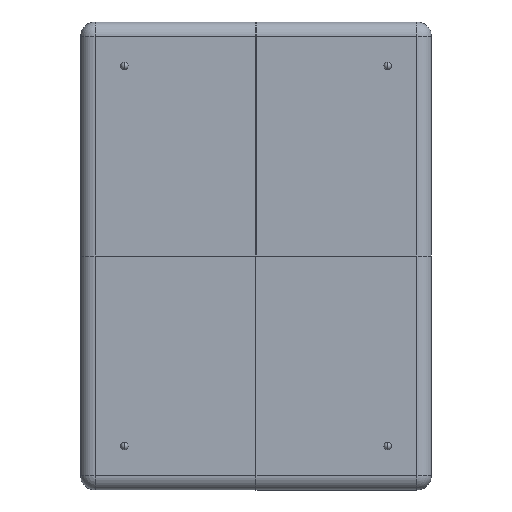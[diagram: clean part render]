
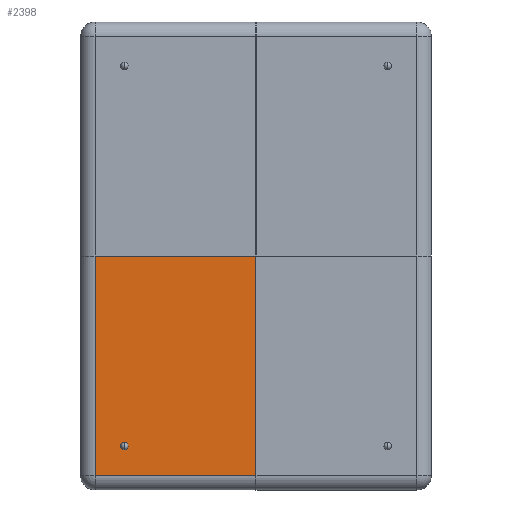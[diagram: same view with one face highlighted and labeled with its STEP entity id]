
A CAD part, front view. The second image highlights one B-rep face of the part: STEP entity #2398.
In plain terms, the highlighted planar face has unit normal (0, -1, 0).
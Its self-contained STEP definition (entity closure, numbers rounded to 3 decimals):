
#41 = EDGE_LOOP ( 'NONE', ( #2309, #7183, #1127, #675 ) ) ;
#99 = VERTEX_POINT ( 'NONE', #3932 ) ;
#152 = EDGE_CURVE ( 'NONE', #3063, #5373, #4912, .T. ) ;
#295 = CARTESIAN_POINT ( 'NONE',  ( 30., 0., -130. ) ) ;
#523 = LINE ( 'NONE', #1675, #7244 ) ;
#566 = FACE_BOUND ( 'NONE', #1572, .T. ) ;
#659 = DIRECTION ( 'NONE',  ( 1., 0., 0. ) ) ;
#666 = EDGE_CURVE ( 'NONE', #1102, #99, #2266, .T. ) ;
#675 = ORIENTED_EDGE ( 'NONE', *, *, #1733, .F. ) ;
#758 = CARTESIAN_POINT ( 'NONE',  ( 120., 0., 0. ) ) ;
#1102 = VERTEX_POINT ( 'NONE', #7543 ) ;
#1127 = ORIENTED_EDGE ( 'NONE', *, *, #7100, .T. ) ;
#1266 = VECTOR ( 'NONE', #659, 1000. ) ;
#1416 = CARTESIAN_POINT ( 'NONE',  ( 120., 0., -150. ) ) ;
#1436 = EDGE_CURVE ( 'NONE', #3063, #8244, #523, .T. ) ;
#1572 = EDGE_LOOP ( 'NONE', ( #2002, #3291 ) ) ;
#1675 = CARTESIAN_POINT ( 'NONE',  ( 10., 0., -150. ) ) ;
#1733 = EDGE_CURVE ( 'NONE', #5373, #8243, #5853, .T. ) ;
#1752 = EDGE_CURVE ( 'NONE', #99, #1102, #5246, .T. ) ;
#1917 = CARTESIAN_POINT ( 'NONE',  ( 0., 0., 0. ) ) ;
#1978 = AXIS2_PLACEMENT_3D ( 'NONE', #295, #7486, #2805 ) ;
#2002 = ORIENTED_EDGE ( 'NONE', *, *, #1752, .F. ) ;
#2042 = VECTOR ( 'NONE', #6656, 1000. ) ;
#2149 = DIRECTION ( 'NONE',  ( 0., -1., 0. ) ) ;
#2240 = CARTESIAN_POINT ( 'NONE',  ( 10., 0., 0. ) ) ;
#2266 = CIRCLE ( 'NONE', #7445, 2.5 ) ;
#2309 = ORIENTED_EDGE ( 'NONE', *, *, #152, .F. ) ;
#2398 = ADVANCED_FACE ( 'NONE', ( #566, #6452 ), #4807, .T. ) ;
#2805 = DIRECTION ( 'NONE',  ( 0., 0., -1. ) ) ;
#3063 = VERTEX_POINT ( 'NONE', #2240 ) ;
#3125 = AXIS2_PLACEMENT_3D ( 'NONE', #3582, #8104, #4172 ) ;
#3291 = ORIENTED_EDGE ( 'NONE', *, *, #666, .F. ) ;
#3582 = CARTESIAN_POINT ( 'NONE',  ( 0., 0., 0. ) ) ;
#3932 = CARTESIAN_POINT ( 'NONE',  ( 30., 0., -132.5 ) ) ;
#4017 = DIRECTION ( 'NONE',  ( 0., 0., -1. ) ) ;
#4172 = DIRECTION ( 'NONE',  ( 0., 0., -1. ) ) ;
#4224 = DIRECTION ( 'NONE',  ( 0., 0., -1. ) ) ;
#4807 = PLANE ( 'NONE',  #3125 ) ;
#4912 = LINE ( 'NONE', #1917, #1266 ) ;
#5246 = CIRCLE ( 'NONE', #1978, 2.5 ) ;
#5373 = VERTEX_POINT ( 'NONE', #758 ) ;
#5744 = CARTESIAN_POINT ( 'NONE',  ( 10., 0., -150. ) ) ;
#5853 = LINE ( 'NONE', #6721, #6256 ) ;
#5961 = CARTESIAN_POINT ( 'NONE',  ( 30., 0., -130. ) ) ;
#6256 = VECTOR ( 'NONE', #7433, 1000. ) ;
#6452 = FACE_OUTER_BOUND ( 'NONE', #41, .T. ) ;
#6656 = DIRECTION ( 'NONE',  ( 1., 0., 0. ) ) ;
#6721 = CARTESIAN_POINT ( 'NONE',  ( 120., 0., 0. ) ) ;
#6734 = LINE ( 'NONE', #1416, #2042 ) ;
#7100 = EDGE_CURVE ( 'NONE', #8244, #8243, #6734, .T. ) ;
#7183 = ORIENTED_EDGE ( 'NONE', *, *, #1436, .T. ) ;
#7244 = VECTOR ( 'NONE', #4224, 1000. ) ;
#7433 = DIRECTION ( 'NONE',  ( 0., 0., -1. ) ) ;
#7445 = AXIS2_PLACEMENT_3D ( 'NONE', #5961, #2149, #4017 ) ;
#7486 = DIRECTION ( 'NONE',  ( 0., -1., 0. ) ) ;
#7543 = CARTESIAN_POINT ( 'NONE',  ( 30., 0., -127.5 ) ) ;
#7807 = CARTESIAN_POINT ( 'NONE',  ( 120., 0., -150. ) ) ;
#8104 = DIRECTION ( 'NONE',  ( 0., -1., 0. ) ) ;
#8243 = VERTEX_POINT ( 'NONE', #7807 ) ;
#8244 = VERTEX_POINT ( 'NONE', #5744 ) ;
